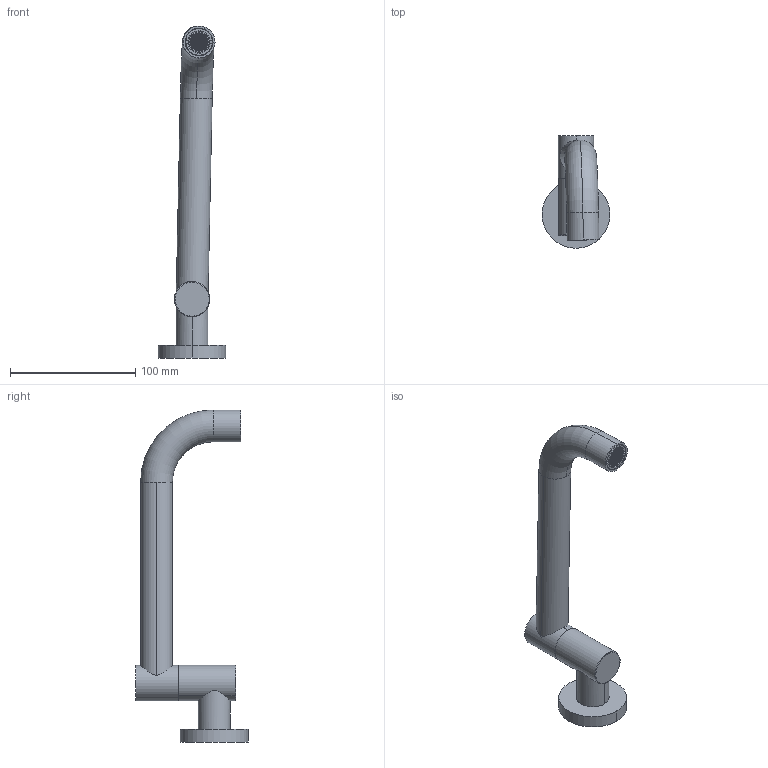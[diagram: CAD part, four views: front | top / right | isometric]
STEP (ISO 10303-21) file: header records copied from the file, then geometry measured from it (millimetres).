
FILE_DESCRIPTION (( 'STEP AP214' ), '1' );
FILE_NAME ('SUSSEX_SCALA_SBOSC250_bath_outlet_swivel_curved_250_shell.STEP', '2021-07-28T06:28:19', ( '' ), ( '' ), 'SwSTEP 2.0', 'SolidWorks 2020', '' );
FILE_SCHEMA (( 'AUTOMOTIVE_DESIGN' ));
Length unit declared in the file: millimetre
Products named in the file (1): SUSSEX_SCALA_SBOSC250_bath_outlet_swivel_curved_250_shell
Bounding box: 54 x 89.61 x 264.57 mm (x, y, z)
Volume: 87426.6 mm3; surface area: 64582.3 mm2
Topology: 9 solids, 9 shells, 1199 faces, 3025 edges, 2009 vertices
Faces by surface type: plane 1091, cylinder 84, cone 16, torus 6, bspline 2
Entity records: 50997 total; most frequent: CARTESIAN_POINT 8812, ORIENTED_EDGE 6050, DIRECTION 5590, EDGE_CURVE 3025, VECTOR 2804, LINE 2804, VERTEX_POINT 2009, AXIS2_PLACEMENT_3D 1393
